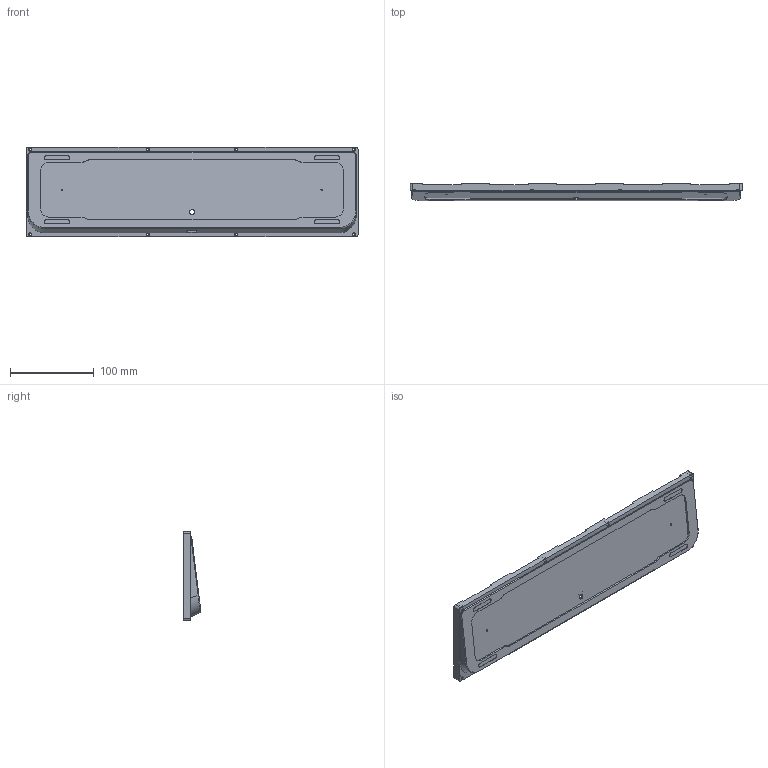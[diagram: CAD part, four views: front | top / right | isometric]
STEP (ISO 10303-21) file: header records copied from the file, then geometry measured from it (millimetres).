
FILE_DESCRIPTION(/* description */ (''),/* implementation_level */ '2;1');
FILE_NAME(/* name */ '',/* time_stamp */ '2024-07-12T15:18:44+09:00',/* author */ (''),/* organization */ (''),/* preprocessor_version */ 'ST-DEVELOPER v20',/* originating_system */ 'Autodesk Translation Framework v13.14.0.145',/* authorisation */ '');
FILE_SCHEMA (('AUTOMOTIVE_DESIGN { 1 0 10303 214 3 1 1 }'));
Length unit declared in the file: millimetre
Products named in the file (1): 마지막 cnc gear80 하우징
Bounding box: 396.32 x 21.02 x 107.05 mm (x, y, z)
Volume: 263283.2 mm3; surface area: 108530.5 mm2
Topology: 1 solids, 1 shells, 514 faces, 1465 edges, 970 vertices
Faces by surface type: cylinder 259, plane 231, bspline 24
Full cylindrical faces by diameter (mm): 1.623 x20, 2.074 x12, 2.5 x8, 3.7 x8, 6 x1
Entity records: 23309 total; most frequent: CARTESIAN_POINT 9984, ORIENTED_EDGE 2930, DIRECTION 2577, EDGE_CURVE 1465, VERTEX_POINT 970, LINE 863, VECTOR 863, AXIS2_PLACEMENT_3D 857
